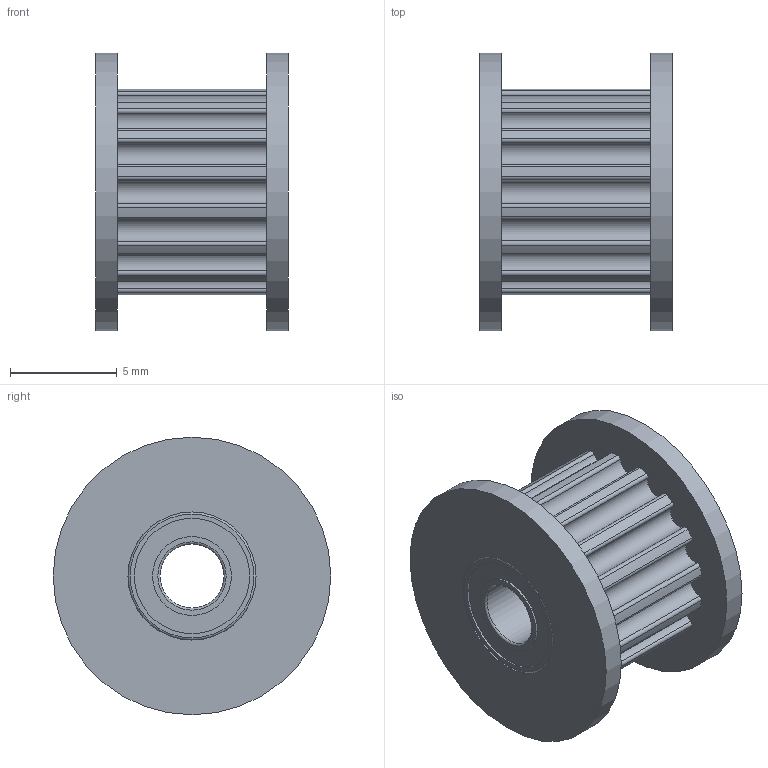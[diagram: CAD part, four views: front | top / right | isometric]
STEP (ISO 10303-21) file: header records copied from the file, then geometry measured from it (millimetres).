
FILE_DESCRIPTION(/* description */ ('STEP AP242','CAx-IF Rec.Pracs.---Representation and Presentation of Product Manufacturing Information (PMI)---4.0---2014-10-13','CAx-IF Rec.Pracs.---3D Tessellated Geometry---0.4---2014-09-14','2;1'),/* implementation_level */ '2;1');
FILE_NAME(/* name */ '622f82658e88ea285ac4dcf2',/* time_stamp */ '2022-03-14T17:59:02+00:00',/* author */ (''),/* organization */ (''),/* preprocessor_version */ 'ST-DEVELOPER v18.101',/* originating_system */ ' ',/* authorisation */ ' ');
FILE_SCHEMA (('AP242_MANAGED_MODEL_BASED_3D_ENGINEERING_MIM_LF { 1 0 10303 442 1 1 4 }'));
Length unit declared in the file: metre
Products named in the file (1): POWGE 2GT pulley 16T B3
Bounding box: 9 x 13 x 13 mm (x, y, z)
Volume: 576.6 mm3; surface area: 934.3 mm2
Topology: 1 solids, 1 shells, 91 faces, 233 edges, 154 vertices
Faces by surface type: cylinder 75, plane 12, torus 4
Full cylindrical faces by diameter (mm): 3 x2, 3.7 x2, 5.4 x2, 5.5 x1, 6 x2, 13 x2
Entity records: 2900 total; most frequent: DIRECTION 556, CARTESIAN_POINT 464, ORIENTED_EDGE 436, AXIS2_PLACEMENT_3D 246, EDGE_CURVE 218, CIRCLE 154, VERTEX_POINT 154, EDGE_LOOP 118
